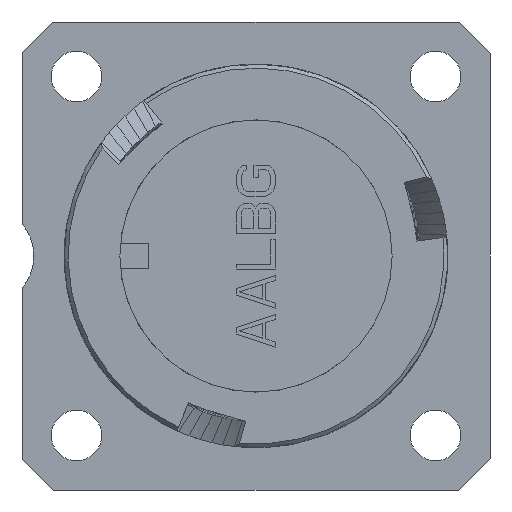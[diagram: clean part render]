
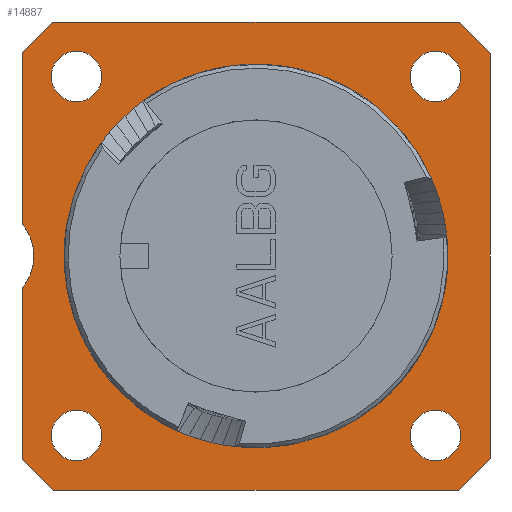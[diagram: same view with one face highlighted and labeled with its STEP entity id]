
A CAD part, left-side view. The second image highlights one B-rep face of the part: STEP entity #14887.
In plain terms, the highlighted planar face has unit normal (-1, 0, 0).
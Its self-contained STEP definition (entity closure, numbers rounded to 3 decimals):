
#599=CARTESIAN_POINT('',(14.2,0.,0.));
#600=DIRECTION('',(1.,0.,0.));
#601=DIRECTION('',(0.,1.,0.));
#602=AXIS2_PLACEMENT_3D('',#599,#600,#601);
#1557=CARTESIAN_POINT('',(14.2,0.,0.));
#1558=DIRECTION('',(-1.,0.,0.));
#1559=DIRECTION('',(0.,1.,0.));
#1560=AXIS2_PLACEMENT_3D('',#1557,#1558,#1559);
#2892=CARTESIAN_POINT('',(14.2,17.42,0.));
#2893=DIRECTION('',(-1.,0.,0.));
#2894=DIRECTION('',(0.,-0.761,-0.649));
#2895=AXIS2_PLACEMENT_3D('',#2892,#2893,#2894);
#2897=DIRECTION('',(0.,0.,1.));
#2898=VECTOR('',#2897,10.915);
#2899=CARTESIAN_POINT('',(14.2,15.,2.063));
#2900=LINE('928',#2899,#2898);
#2901=CARTESIAN_POINT('',(14.2,0.,0.));
#2902=DIRECTION('',(1.,0.,0.));
#2903=DIRECTION('',(0.,0.756,0.654));
#2904=AXIS2_PLACEMENT_3D('',#2901,#2902,#2903);
#2906=DIRECTION('',(0.,-1.,0.));
#2907=VECTOR('',#2906,25.956);
#2908=CARTESIAN_POINT('',(14.2,12.978,15.));
#2909=LINE('754',#2908,#2907);
#2910=CARTESIAN_POINT('',(14.2,0.,0.));
#2911=DIRECTION('',(1.,0.,0.));
#2912=DIRECTION('',(0.,-0.654,0.756));
#2913=AXIS2_PLACEMENT_3D('',#2910,#2911,#2912);
#2915=DIRECTION('',(0.,0.,-1.));
#2916=VECTOR('',#2915,25.956);
#2917=CARTESIAN_POINT('',(14.2,-15.,12.978));
#2918=LINE('753',#2917,#2916);
#2919=CARTESIAN_POINT('',(14.2,0.,0.));
#2920=DIRECTION('',(-1.,0.,0.));
#2921=DIRECTION('',(0.,-0.654,-0.756));
#2922=AXIS2_PLACEMENT_3D('',#2919,#2920,#2921);
#2924=DIRECTION('',(0.,1.,0.));
#2925=VECTOR('',#2924,25.956);
#2926=CARTESIAN_POINT('',(14.2,-12.978,-15.));
#2927=LINE('752',#2926,#2925);
#2928=CARTESIAN_POINT('',(14.2,0.,0.));
#2929=DIRECTION('',(-1.,0.,0.));
#2930=DIRECTION('',(0.,0.756,-0.654));
#2931=AXIS2_PLACEMENT_3D('',#2928,#2929,#2930);
#2933=DIRECTION('',(0.,0.,1.));
#2934=VECTOR('',#2933,10.915);
#2935=CARTESIAN_POINT('',(14.2,15.,-12.978));
#2936=LINE('927',#2935,#2934);
#2937=CARTESIAN_POINT('',(14.2,11.505,-11.505));
#2938=DIRECTION('',(1.,0.,0.));
#2939=DIRECTION('',(0.,0.,-1.));
#2940=AXIS2_PLACEMENT_3D('',#2937,#2938,#2939);
#2942=CARTESIAN_POINT('',(14.2,11.505,-11.505));
#2943=DIRECTION('',(1.,0.,0.));
#2944=DIRECTION('',(0.,0.,1.));
#2945=AXIS2_PLACEMENT_3D('',#2942,#2943,#2944);
#2947=CARTESIAN_POINT('',(14.2,11.505,11.505));
#2948=DIRECTION('',(1.,0.,0.));
#2949=DIRECTION('',(0.,0.,-1.));
#2950=AXIS2_PLACEMENT_3D('',#2947,#2948,#2949);
#2952=CARTESIAN_POINT('',(14.2,11.505,11.505));
#2953=DIRECTION('',(1.,0.,0.));
#2954=DIRECTION('',(0.,0.,1.));
#2955=AXIS2_PLACEMENT_3D('',#2952,#2953,#2954);
#2957=CARTESIAN_POINT('',(14.2,-11.505,11.505));
#2958=DIRECTION('',(1.,0.,0.));
#2959=DIRECTION('',(0.,0.,-1.));
#2960=AXIS2_PLACEMENT_3D('',#2957,#2958,#2959);
#2962=CARTESIAN_POINT('',(14.2,-11.505,11.505));
#2963=DIRECTION('',(1.,0.,0.));
#2964=DIRECTION('',(0.,0.,1.));
#2965=AXIS2_PLACEMENT_3D('',#2962,#2963,#2964);
#2967=CARTESIAN_POINT('',(14.2,-11.505,-11.505));
#2968=DIRECTION('',(1.,0.,0.));
#2969=DIRECTION('',(0.,0.,-1.));
#2970=AXIS2_PLACEMENT_3D('',#2967,#2968,#2969);
#2972=CARTESIAN_POINT('',(14.2,-11.505,-11.505));
#2973=DIRECTION('',(1.,0.,0.));
#2974=DIRECTION('',(0.,0.,1.));
#2975=AXIS2_PLACEMENT_3D('',#2972,#2973,#2974);
#5980=CARTESIAN_POINT('',(14.2,12.295,0.));
#5981=CARTESIAN_POINT('',(14.2,-12.295,0.));
#5982=VERTEX_POINT('',#5980);
#5983=VERTEX_POINT('',#5981);
#5996=CARTESIAN_POINT('',(14.2,-12.978,-15.));
#5997=CARTESIAN_POINT('',(14.2,12.978,-15.));
#5998=VERTEX_POINT('',#5996);
#5999=VERTEX_POINT('',#5997);
#6000=CARTESIAN_POINT('',(14.2,-15.,12.978));
#6001=CARTESIAN_POINT('',(14.2,-15.,-12.978));
#6002=VERTEX_POINT('',#6000);
#6003=VERTEX_POINT('',#6001);
#6004=CARTESIAN_POINT('',(14.2,12.978,15.));
#6005=CARTESIAN_POINT('',(14.2,-12.978,15.));
#6006=VERTEX_POINT('',#6004);
#6007=VERTEX_POINT('',#6005);
#6133=CARTESIAN_POINT('',(14.2,11.505,-13.12));
#6134=CARTESIAN_POINT('',(14.2,11.505,-9.89));
#6135=VERTEX_POINT('',#6133);
#6136=VERTEX_POINT('',#6134);
#6137=CARTESIAN_POINT('',(14.2,11.505,9.89));
#6138=CARTESIAN_POINT('',(14.2,11.505,13.12));
#6139=VERTEX_POINT('',#6137);
#6140=VERTEX_POINT('',#6138);
#6141=CARTESIAN_POINT('',(14.2,-11.505,9.89));
#6142=CARTESIAN_POINT('',(14.2,-11.505,13.12));
#6143=VERTEX_POINT('',#6141);
#6144=VERTEX_POINT('',#6142);
#6145=CARTESIAN_POINT('',(14.2,-11.505,-13.12));
#6146=CARTESIAN_POINT('',(14.2,-11.505,-9.89));
#6147=VERTEX_POINT('',#6145);
#6148=VERTEX_POINT('',#6146);
#6149=CARTESIAN_POINT('',(14.2,15.,12.978));
#6151=VERTEX_POINT('',#6149);
#6153=CARTESIAN_POINT('',(14.2,15.,-12.978));
#6155=VERTEX_POINT('',#6153);
#6181=CARTESIAN_POINT('',(14.2,15.,-2.063));
#6182=CARTESIAN_POINT('',(14.2,15.,2.063));
#6183=VERTEX_POINT('',#6181);
#6184=VERTEX_POINT('',#6182);
#14832=CARTESIAN_POINT('',(14.2,0.,0.));
#14833=DIRECTION('',(1.,0.,0.));
#14834=DIRECTION('',(0.,-1.,0.));
#14835=AXIS2_PLACEMENT_3D('',#14832,#14833,#14834);
#14836=PLANE('250',#14835);
#14838=ORIENTED_EDGE('922',*,*,#14837,.T.);
#14840=ORIENTED_EDGE('928',*,*,#14839,.T.);
#14842=ORIENTED_EDGE('904',*,*,#14841,.T.);
#14844=ORIENTED_EDGE('754',*,*,#14843,.T.);
#14846=ORIENTED_EDGE('905',*,*,#14845,.T.);
#14848=ORIENTED_EDGE('753',*,*,#14847,.T.);
#14850=ORIENTED_EDGE('909',*,*,#14849,.F.);
#14852=ORIENTED_EDGE('752',*,*,#14851,.T.);
#14854=ORIENTED_EDGE('908',*,*,#14853,.F.);
#14856=ORIENTED_EDGE('927',*,*,#14855,.T.);
#14857=EDGE_LOOP('250',(#14838,#14840,#14842,#14844,#14846,#14848,#14850,#14852,
#14854,#14856));
#14858=FACE_OUTER_BOUND('250',#14857,.F.);
#14859=ORIENTED_EDGE('748',*,*,#10763,.T.);
#14860=ORIENTED_EDGE('747',*,*,#8052,.F.);
#14861=EDGE_LOOP('250',(#14859,#14860));
#14862=FACE_BOUND('250',#14861,.F.);
#14864=ORIENTED_EDGE('878',*,*,#14863,.F.);
#14866=ORIENTED_EDGE('879',*,*,#14865,.F.);
#14867=EDGE_LOOP('250',(#14864,#14866));
#14868=FACE_BOUND('250',#14867,.F.);
#14870=ORIENTED_EDGE('880',*,*,#14869,.F.);
#14872=ORIENTED_EDGE('881',*,*,#14871,.F.);
#14873=EDGE_LOOP('250',(#14870,#14872));
#14874=FACE_BOUND('250',#14873,.F.);
#14876=ORIENTED_EDGE('882',*,*,#14875,.F.);
#14878=ORIENTED_EDGE('883',*,*,#14877,.F.);
#14879=EDGE_LOOP('250',(#14876,#14878));
#14880=FACE_BOUND('250',#14879,.F.);
#14882=ORIENTED_EDGE('884',*,*,#14881,.F.);
#14884=ORIENTED_EDGE('885',*,*,#14883,.F.);
#14885=EDGE_LOOP('250',(#14882,#14884));
#14886=FACE_BOUND('250',#14885,.F.);
#603=CIRCLE('747',#602,12.295);
#1561=CIRCLE('748',#1560,12.295);
#2896=CIRCLE('922',#2895,3.18);
#2905=CIRCLE('904',#2904,19.835);
#2914=CIRCLE('905',#2913,19.835);
#2923=CIRCLE('909',#2922,19.835);
#2932=CIRCLE('908',#2931,19.835);
#2941=CIRCLE('878',#2940,1.615);
#2946=CIRCLE('879',#2945,1.615);
#2951=CIRCLE('880',#2950,1.615);
#2956=CIRCLE('881',#2955,1.615);
#2961=CIRCLE('882',#2960,1.615);
#2966=CIRCLE('883',#2965,1.615);
#2971=CIRCLE('884',#2970,1.615);
#2976=CIRCLE('885',#2975,1.615);
#8052=EDGE_CURVE('747',#5982,#5983,#603,.T.);
#10763=EDGE_CURVE('748',#5982,#5983,#1561,.T.);
#14837=EDGE_CURVE('922',#6183,#6184,#2896,.T.);
#14839=EDGE_CURVE('928',#6184,#6151,#2900,.T.);
#14841=EDGE_CURVE('904',#6151,#6006,#2905,.T.);
#14843=EDGE_CURVE('754',#6006,#6007,#2909,.T.);
#14845=EDGE_CURVE('905',#6007,#6002,#2914,.T.);
#14847=EDGE_CURVE('753',#6002,#6003,#2918,.T.);
#14849=EDGE_CURVE('909',#5998,#6003,#2923,.T.);
#14851=EDGE_CURVE('752',#5998,#5999,#2927,.T.);
#14853=EDGE_CURVE('908',#6155,#5999,#2932,.T.);
#14855=EDGE_CURVE('927',#6155,#6183,#2936,.T.);
#14863=EDGE_CURVE('878',#6135,#6136,#2941,.T.);
#14865=EDGE_CURVE('879',#6136,#6135,#2946,.T.);
#14869=EDGE_CURVE('880',#6139,#6140,#2951,.T.);
#14871=EDGE_CURVE('881',#6140,#6139,#2956,.T.);
#14875=EDGE_CURVE('882',#6143,#6144,#2961,.T.);
#14877=EDGE_CURVE('883',#6144,#6143,#2966,.T.);
#14881=EDGE_CURVE('884',#6147,#6148,#2971,.T.);
#14883=EDGE_CURVE('885',#6148,#6147,#2976,.T.);
#14887=ADVANCED_FACE('250',(#14858,#14862,#14868,#14874,#14880,#14886),#14836,
.F.);
